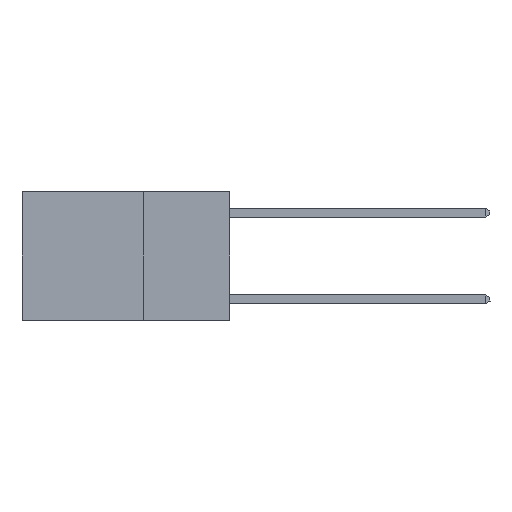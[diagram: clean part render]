
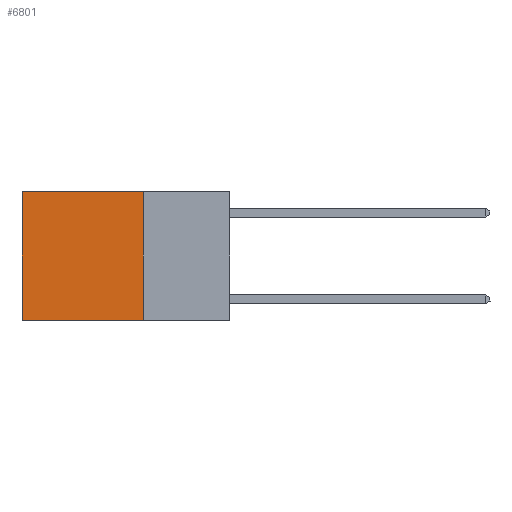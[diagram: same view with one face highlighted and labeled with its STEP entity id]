
A CAD part, left-side view. The second image highlights one B-rep face of the part: STEP entity #6801.
In plain terms, the highlighted planar face has unit normal (-1, 0, 0).
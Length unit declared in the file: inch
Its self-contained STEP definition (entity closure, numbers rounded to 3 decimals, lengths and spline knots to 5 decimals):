
#36 = VERTEX_POINT ( 'NONE', #4677 ) ;
#89 = CARTESIAN_POINT ( 'NONE',  ( 0.2625, 0.25, -0.37 ) ) ;
#202 = DIRECTION ( 'NONE',  ( 0., 0., -1. ) ) ;
#255 = PLANE ( 'NONE',  #6711 ) ;
#1114 = DIRECTION ( 'NONE',  ( 0., 0., -1. ) ) ;
#1324 = CARTESIAN_POINT ( 'NONE',  ( 0.2625, 0.6, 0. ) ) ;
#1409 = FACE_OUTER_BOUND ( 'NONE', #8574, .T. ) ;
#1495 = VECTOR ( 'NONE', #11952, 39.37008 ) ;
#1781 = EDGE_CURVE ( 'NONE', #13766, #11489, #6842, .T. ) ;
#2145 = VECTOR ( 'NONE', #12947, 39.37008 ) ;
#3228 = CARTESIAN_POINT ( 'NONE',  ( 0.2625, 0.6, -0.37 ) ) ;
#3571 = CARTESIAN_POINT ( 'NONE',  ( 0.2625, 0.6, 0. ) ) ;
#3726 = CARTESIAN_POINT ( 'NONE',  ( 0.2625, 0.25, 0. ) ) ;
#3780 = DIRECTION ( 'NONE',  ( 1., 0., 0. ) ) ;
#4580 = ORIENTED_EDGE ( 'NONE', *, *, #1781, .F. ) ;
#4677 = CARTESIAN_POINT ( 'NONE',  ( 0.2625, 0.25, 0. ) ) ;
#4867 = LINE ( 'NONE', #8308, #13014 ) ;
#6173 = DIRECTION ( 'NONE',  ( 0., 1., 0. ) ) ;
#6711 = AXIS2_PLACEMENT_3D ( 'NONE', #3726, #3780, #202 ) ;
#6801 = ADVANCED_FACE ( 'NONE', ( #1409 ), #255, .F. ) ;
#6842 = LINE ( 'NONE', #89, #1495 ) ;
#8308 = CARTESIAN_POINT ( 'NONE',  ( 0.2625, 0.25, 0. ) ) ;
#8574 = EDGE_LOOP ( 'NONE', ( #15032, #4580, #13548, #10414 ) ) ;
#9308 = CARTESIAN_POINT ( 'NONE',  ( 0.2625, 0.25, -0.37 ) ) ;
#9317 = EDGE_CURVE ( 'NONE', #36, #14705, #4867, .T. ) ;
#10396 = VECTOR ( 'NONE', #1114, 39.37008 ) ;
#10414 = ORIENTED_EDGE ( 'NONE', *, *, #9317, .T. ) ;
#10564 = LINE ( 'NONE', #11717, #10396 ) ;
#10598 = EDGE_CURVE ( 'NONE', #14705, #11489, #11108, .T. ) ;
#10617 = EDGE_CURVE ( 'NONE', #36, #13766, #10564, .T. ) ;
#11108 = LINE ( 'NONE', #1324, #2145 ) ;
#11489 = VERTEX_POINT ( 'NONE', #3228 ) ;
#11717 = CARTESIAN_POINT ( 'NONE',  ( 0.2625, 0.25, 0. ) ) ;
#11952 = DIRECTION ( 'NONE',  ( 0., 1., 0. ) ) ;
#12947 = DIRECTION ( 'NONE',  ( 0., 0., -1. ) ) ;
#13014 = VECTOR ( 'NONE', #6173, 39.37008 ) ;
#13548 = ORIENTED_EDGE ( 'NONE', *, *, #10617, .F. ) ;
#13766 = VERTEX_POINT ( 'NONE', #9308 ) ;
#14705 = VERTEX_POINT ( 'NONE', #3571 ) ;
#15032 = ORIENTED_EDGE ( 'NONE', *, *, #10598, .T. ) ;
